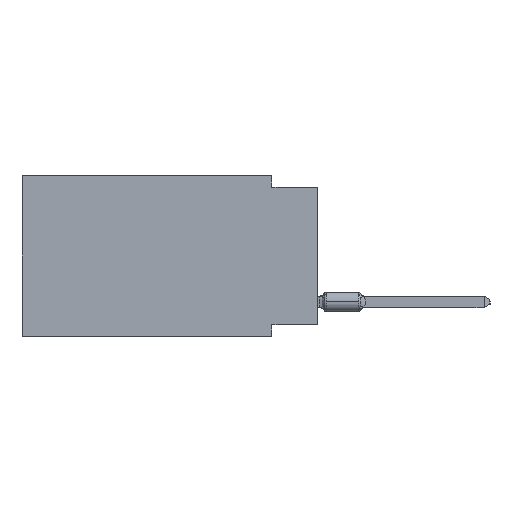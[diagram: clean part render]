
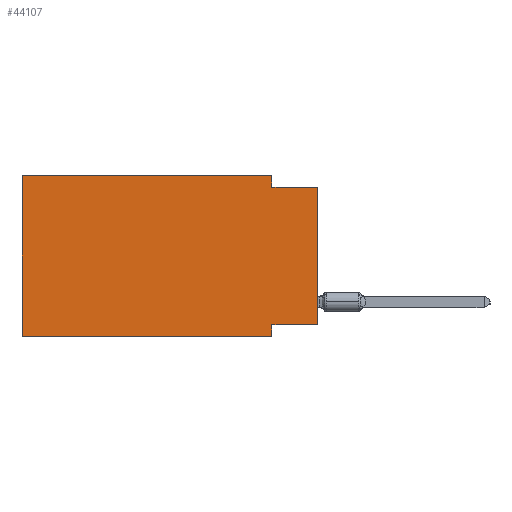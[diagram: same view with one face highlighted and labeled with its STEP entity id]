
A CAD part, left-side view. The second image highlights one B-rep face of the part: STEP entity #44107.
In plain terms, the highlighted planar face has unit normal (-1, 0, 0).
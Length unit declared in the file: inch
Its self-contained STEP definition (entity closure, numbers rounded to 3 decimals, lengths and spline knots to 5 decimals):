
#167 = EDGE_CURVE ( 'NONE', #18900, #17202, #21177, .T. ) ;
#1647 = EDGE_CURVE ( 'NONE', #18900, #11753, #26544, .T. ) ;
#2100 = ORIENTED_EDGE ( 'NONE', *, *, #1647, .F. ) ;
#2619 = LINE ( 'NONE', #17263, #47226 ) ;
#2974 = VECTOR ( 'NONE', #45195, 39.37008 ) ;
#3498 = DIRECTION ( 'NONE',  ( 0., 1., 0. ) ) ;
#5326 = VECTOR ( 'NONE', #37432, 39.37008 ) ;
#6289 = EDGE_CURVE ( 'NONE', #6527, #9461, #35720, .T. ) ;
#6527 = VERTEX_POINT ( 'NONE', #7977 ) ;
#6858 = VERTEX_POINT ( 'NONE', #10323 ) ;
#7977 = CARTESIAN_POINT ( 'NONE',  ( 0., 0.645, 0. ) ) ;
#8129 = CARTESIAN_POINT ( 'NONE',  ( 0., 0.1, -0.35 ) ) ;
#8674 = ORIENTED_EDGE ( 'NONE', *, *, #35717, .F. ) ;
#8948 = LINE ( 'NONE', #45493, #38445 ) ;
#9159 = EDGE_CURVE ( 'NONE', #9461, #47373, #13222, .T. ) ;
#9461 = VERTEX_POINT ( 'NONE', #26885 ) ;
#10224 = CARTESIAN_POINT ( 'NONE',  ( 0., 0.1, -0.325 ) ) ;
#10323 = CARTESIAN_POINT ( 'NONE',  ( 0., 0.645, -0.35 ) ) ;
#11709 = DIRECTION ( 'NONE',  ( 1., 0., 0. ) ) ;
#11753 = VERTEX_POINT ( 'NONE', #10224 ) ;
#12433 = EDGE_CURVE ( 'NONE', #6858, #6527, #8948, .T. ) ;
#13182 = DIRECTION ( 'NONE',  ( 0., -1., 0. ) ) ;
#13222 = LINE ( 'NONE', #30537, #2974 ) ;
#13413 = ORIENTED_EDGE ( 'NONE', *, *, #167, .T. ) ;
#13787 = AXIS2_PLACEMENT_3D ( 'NONE', #41243, #11709, #40790 ) ;
#14740 = CARTESIAN_POINT ( 'NONE',  ( 0., 0., -0.325 ) ) ;
#15925 = DIRECTION ( 'NONE',  ( 0., 0., 1. ) ) ;
#15956 = CARTESIAN_POINT ( 'NONE',  ( 0., 0.645, -0.35 ) ) ;
#15999 = PLANE ( 'NONE',  #13787 ) ;
#16547 = CARTESIAN_POINT ( 'NONE',  ( 0., 0.1, -0.35 ) ) ;
#16872 = DIRECTION ( 'NONE',  ( 0., 0., 1. ) ) ;
#17030 = ORIENTED_EDGE ( 'NONE', *, *, #9159, .F. ) ;
#17202 = VERTEX_POINT ( 'NONE', #30060 ) ;
#17263 = CARTESIAN_POINT ( 'NONE',  ( 0., 0., -0.025 ) ) ;
#18900 = VERTEX_POINT ( 'NONE', #14740 ) ;
#20142 = EDGE_CURVE ( 'NONE', #11753, #42248, #30000, .T. ) ;
#20758 = VECTOR ( 'NONE', #47247, 39.37008 ) ;
#21177 = LINE ( 'NONE', #24311, #40065 ) ;
#22282 = FACE_OUTER_BOUND ( 'NONE', #31733, .T. ) ;
#24311 = CARTESIAN_POINT ( 'NONE',  ( 0., 0., 0. ) ) ;
#24589 = ORIENTED_EDGE ( 'NONE', *, *, #6289, .F. ) ;
#24642 = ORIENTED_EDGE ( 'NONE', *, *, #45761, .T. ) ;
#26544 = LINE ( 'NONE', #36423, #36183 ) ;
#26778 = LINE ( 'NONE', #15956, #38168 ) ;
#26885 = CARTESIAN_POINT ( 'NONE',  ( 0., 0.1, 0. ) ) ;
#30000 = LINE ( 'NONE', #8129, #5326 ) ;
#30060 = CARTESIAN_POINT ( 'NONE',  ( 0., 0., -0.025 ) ) ;
#30537 = CARTESIAN_POINT ( 'NONE',  ( 0., 0.1, 0. ) ) ;
#31733 = EDGE_LOOP ( 'NONE', ( #13413, #8674, #17030, #24589, #46834, #24642, #45845, #2100 ) ) ;
#35717 = EDGE_CURVE ( 'NONE', #47373, #17202, #2619, .T. ) ;
#35720 = LINE ( 'NONE', #43182, #20758 ) ;
#36183 = VECTOR ( 'NONE', #3498, 39.37008 ) ;
#36423 = CARTESIAN_POINT ( 'NONE',  ( 0., 0., -0.325 ) ) ;
#37432 = DIRECTION ( 'NONE',  ( 0., 0., -1. ) ) ;
#38168 = VECTOR ( 'NONE', #40493, 39.37008 ) ;
#38445 = VECTOR ( 'NONE', #15925, 39.37008 ) ;
#40065 = VECTOR ( 'NONE', #16872, 39.37008 ) ;
#40493 = DIRECTION ( 'NONE',  ( 0., -1., 0. ) ) ;
#40790 = DIRECTION ( 'NONE',  ( 0., 0., -1. ) ) ;
#41243 = CARTESIAN_POINT ( 'NONE',  ( 0., 0.645, 0. ) ) ;
#42248 = VERTEX_POINT ( 'NONE', #16547 ) ;
#43182 = CARTESIAN_POINT ( 'NONE',  ( 0., 0.645, 0. ) ) ;
#43944 = CARTESIAN_POINT ( 'NONE',  ( 0., 0.1, -0.025 ) ) ;
#44107 = ADVANCED_FACE ( 'NONE', ( #22282 ), #15999, .F. ) ;
#45195 = DIRECTION ( 'NONE',  ( 0., 0., -1. ) ) ;
#45493 = CARTESIAN_POINT ( 'NONE',  ( 0., 0.645, 0. ) ) ;
#45761 = EDGE_CURVE ( 'NONE', #6858, #42248, #26778, .T. ) ;
#45845 = ORIENTED_EDGE ( 'NONE', *, *, #20142, .F. ) ;
#46834 = ORIENTED_EDGE ( 'NONE', *, *, #12433, .F. ) ;
#47226 = VECTOR ( 'NONE', #13182, 39.37008 ) ;
#47247 = DIRECTION ( 'NONE',  ( 0., -1., 0. ) ) ;
#47373 = VERTEX_POINT ( 'NONE', #43944 ) ;
